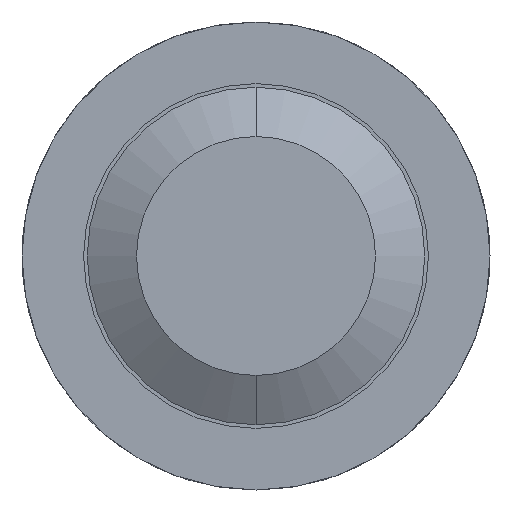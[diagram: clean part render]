
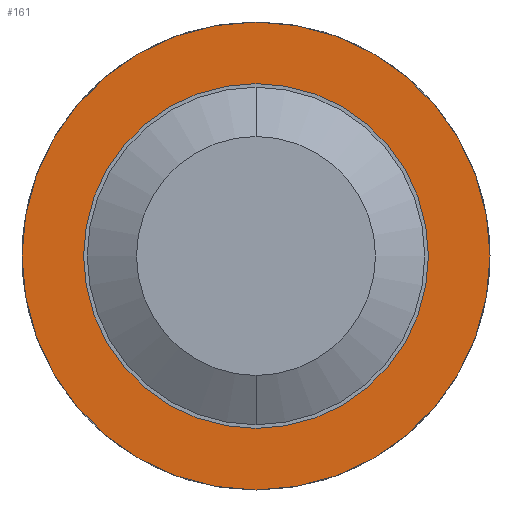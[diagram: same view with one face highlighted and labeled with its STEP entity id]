
A CAD part, front view. The second image highlights one B-rep face of the part: STEP entity #161.
In plain terms, the highlighted planar face has unit normal (0, -1, 0).
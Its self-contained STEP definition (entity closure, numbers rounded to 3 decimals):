
#90 = DIRECTION ( 'NONE',  ( 0., 1., 0. ) ) ;
#93 = DIRECTION ( 'NONE',  ( 0., 1., 0. ) ) ;
#132 = CIRCLE ( 'NONE', #1514, 0.685 ) ;
#147 = ORIENTED_EDGE ( 'NONE', *, *, #2377, .F. ) ;
#160 = CARTESIAN_POINT ( 'NONE',  ( 0.95, -2.5, 0. ) ) ;
#161 = ADVANCED_FACE ( 'Defeature ausgef�hrt2_15', ( #700, #420 ), #441, .F. ) ;
#162 = DIRECTION ( 'NONE',  ( 0., 1., 0. ) ) ;
#217 = CARTESIAN_POINT ( 'NONE',  ( 0., -2.5, -0.95 ) ) ;
#247 = AXIS2_PLACEMENT_3D ( 'NONE', #160, #1295, #3611 ) ;
#420 = FACE_BOUND ( 'NONE', #602, .T. ) ;
#441 = PLANE ( 'NONE',  #247 ) ;
#602 = EDGE_LOOP ( 'NONE', ( #1199, #833 ) ) ;
#635 = DIRECTION ( 'NONE',  ( 0., 0., 1. ) ) ;
#654 = EDGE_LOOP ( 'NONE', ( #147, #984 ) ) ;
#700 = FACE_OUTER_BOUND ( 'NONE', #654, .T. ) ;
#833 = ORIENTED_EDGE ( 'NONE', *, *, #2541, .T. ) ;
#964 = CIRCLE ( 'NONE', #3349, 0.95 ) ;
#984 = ORIENTED_EDGE ( 'NONE', *, *, #1183, .F. ) ;
#1128 = DIRECTION ( 'NONE',  ( 0., 1., 0. ) ) ;
#1181 = CARTESIAN_POINT ( 'NONE',  ( 0., -2.5, 0.95 ) ) ;
#1183 = EDGE_CURVE ( 'Defeature ausgef�hrt2_14+Defeature ausgef�hrt2_15+Defeature ausgef�hrt2_15+Defeature ausgef�hrt2_15', #1427, #3658, #1446, .T. ) ;
#1199 = ORIENTED_EDGE ( 'NONE', *, *, #1443, .T. ) ;
#1295 = DIRECTION ( 'NONE',  ( 0., 1., 0. ) ) ;
#1315 = AXIS2_PLACEMENT_3D ( 'NONE', #3374, #1128, #3657 ) ;
#1427 = VERTEX_POINT ( 'NONE', #217 ) ;
#1443 = EDGE_CURVE ( 'Defeature ausgef�hrt2_15+Defeature ausgef�hrt2_9+Defeature ausgef�hrt2_9+Defeature ausgef�hrt2_9', #3640, #2215, #3520, .T. ) ;
#1446 = CIRCLE ( 'NONE', #1315, 0.95 ) ;
#1514 = AXIS2_PLACEMENT_3D ( 'NONE', #3242, #90, #2373 ) ;
#1635 = CARTESIAN_POINT ( 'NONE',  ( 0., -2.5, 0.685 ) ) ;
#2215 = VERTEX_POINT ( 'NONE', #3336 ) ;
#2360 = CARTESIAN_POINT ( 'NONE',  ( 0., -2.5, 0. ) ) ;
#2373 = DIRECTION ( 'NONE',  ( 0., 0., 1. ) ) ;
#2377 = EDGE_CURVE ( 'Defeature ausgef�hrt2_14+Defeature ausgef�hrt2_15+Defeature ausgef�hrt2_15+Defeature ausgef�hrt2_15', #3658, #1427, #964, .T. ) ;
#2541 = EDGE_CURVE ( 'Defeature ausgef�hrt2_15+Defeature ausgef�hrt2_9+Defeature ausgef�hrt2_9+Defeature ausgef�hrt2_9', #2215, #3640, #132, .T. ) ;
#2736 = CARTESIAN_POINT ( 'NONE',  ( 0., -2.5, 0. ) ) ;
#3242 = CARTESIAN_POINT ( 'NONE',  ( 0., -2.5, 0. ) ) ;
#3317 = DIRECTION ( 'NONE',  ( 0., 0., 1. ) ) ;
#3336 = CARTESIAN_POINT ( 'NONE',  ( 0., -2.5, -0.685 ) ) ;
#3349 = AXIS2_PLACEMENT_3D ( 'NONE', #2360, #93, #635 ) ;
#3374 = CARTESIAN_POINT ( 'NONE',  ( 0., -2.5, 0. ) ) ;
#3520 = CIRCLE ( 'NONE', #3580, 0.685 ) ;
#3580 = AXIS2_PLACEMENT_3D ( 'NONE', #2736, #162, #3317 ) ;
#3611 = DIRECTION ( 'NONE',  ( 0., 0., 1. ) ) ;
#3640 = VERTEX_POINT ( 'NONE', #1635 ) ;
#3657 = DIRECTION ( 'NONE',  ( 0., 0., 1. ) ) ;
#3658 = VERTEX_POINT ( 'NONE', #1181 ) ;
